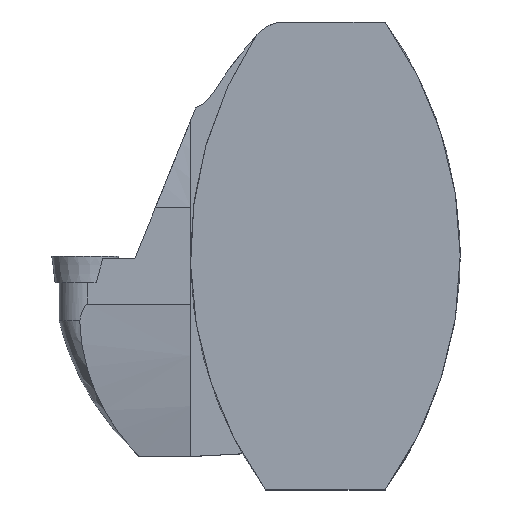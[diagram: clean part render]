
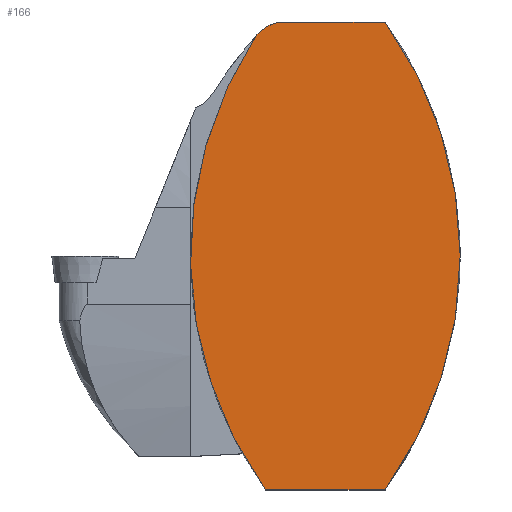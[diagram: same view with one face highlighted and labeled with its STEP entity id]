
A CAD part, top view. The second image highlights one B-rep face of the part: STEP entity #166.
In plain terms, the highlighted planar face has unit normal (0, 0, 1).
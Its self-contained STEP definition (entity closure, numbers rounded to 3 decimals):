
#147=PLANE('',#797);
#166=ADVANCED_FACE('',(#220),#147,.T.);
#220=FACE_OUTER_BOUND('',#247,.T.);
#247=EDGE_LOOP('',(#366,#367,#368,#369,#370,#371));
#313=CIRCLE('',#793,60.25);
#314=CIRCLE('',#794,60.25);
#315=CIRCLE('',#795,6.5);
#316=CIRCLE('',#796,60.5);
#366=ORIENTED_EDGE('',*,*,#593,.T.);
#367=ORIENTED_EDGE('',*,*,#589,.F.);
#368=ORIENTED_EDGE('',*,*,#594,.F.);
#369=ORIENTED_EDGE('',*,*,#595,.T.);
#370=ORIENTED_EDGE('',*,*,#596,.F.);
#371=ORIENTED_EDGE('',*,*,#597,.F.);
#526=VERTEX_POINT('',#1189);
#527=VERTEX_POINT('',#1190);
#530=VERTEX_POINT('',#1198);
#531=VERTEX_POINT('',#1200);
#532=VERTEX_POINT('',#1202);
#533=VERTEX_POINT('',#1204);
#589=EDGE_CURVE('',#526,#527,#667,.T.);
#593=EDGE_CURVE('',#530,#527,#313,.T.);
#594=EDGE_CURVE('',#531,#526,#314,.T.);
#595=EDGE_CURVE('',#531,#532,#671,.T.);
#596=EDGE_CURVE('',#533,#532,#315,.T.);
#597=EDGE_CURVE('',#530,#533,#316,.T.);
#667=LINE('',#1188,#704);
#671=LINE('',#1201,#708);
#704=VECTOR('',#897,1.);
#708=VECTOR('',#907,1.);
#793=AXIS2_PLACEMENT_3D('',#1197,#903,#904);
#794=AXIS2_PLACEMENT_3D('',#1199,#905,#906);
#795=AXIS2_PLACEMENT_3D('',#1203,#908,#909);
#796=AXIS2_PLACEMENT_3D('',#1205,#910,#911);
#797=AXIS2_PLACEMENT_3D('',#1206,#912,#913);
#897=DIRECTION('',(-1.,0.,0.));
#903=DIRECTION('',(0.,0.,1.));
#904=DIRECTION('',(-1.,0.,0.));
#905=DIRECTION('',(0.,0.,-1.));
#906=DIRECTION('',(-1.,0.,0.));
#907=DIRECTION('',(-1.,0.,0.));
#908=DIRECTION('',(0.,0.,-1.));
#909=DIRECTION('',(-1.,0.,0.));
#910=DIRECTION('',(0.,0.,-1.));
#911=DIRECTION('',(-1.,0.,0.));
#912=DIRECTION('',(0.,0.,1.));
#913=DIRECTION('',(-1.,0.,0.));
#1188=CARTESIAN_POINT('',(20.25,-35.,0.5));
#1189=CARTESIAN_POINT('',(8.891,-35.,0.5));
#1190=CARTESIAN_POINT('',(-9.041,-35.,0.5));
#1197=CARTESIAN_POINT('',(40.,0.,0.5));
#1198=CARTESIAN_POINT('',(-10.497,32.865,0.5));
#1199=CARTESIAN_POINT('',(-40.15,0.,0.5));
#1200=CARTESIAN_POINT('',(8.891,35.,0.5));
#1201=CARTESIAN_POINT('',(20.25,35.,0.5));
#1202=CARTESIAN_POINT('',(-7.1,35.,0.5));
#1203=CARTESIAN_POINT('',(-5.5,28.7,0.5));
#1204=CARTESIAN_POINT('',(-10.311,33.071,0.5));
#1205=CARTESIAN_POINT('',(34.468,-7.612,0.5));
#1206=CARTESIAN_POINT('',(20.25,35.,0.5));
